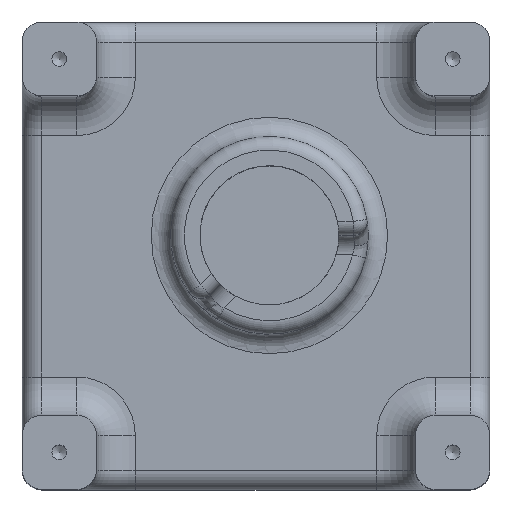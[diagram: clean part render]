
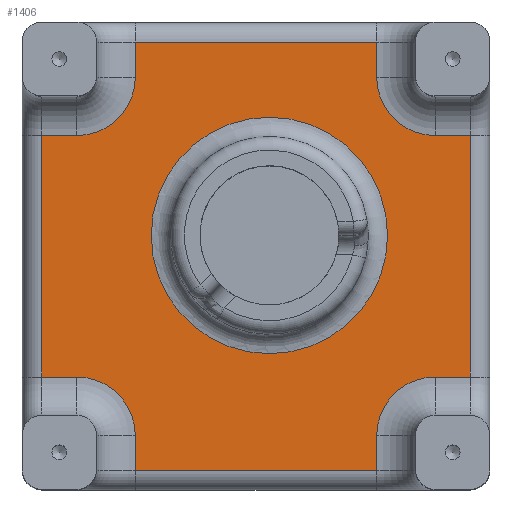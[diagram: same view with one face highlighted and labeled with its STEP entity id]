
A CAD part, top view. The second image highlights one B-rep face of the part: STEP entity #1406.
In plain terms, the highlighted planar face has unit normal (0, 0, 1).
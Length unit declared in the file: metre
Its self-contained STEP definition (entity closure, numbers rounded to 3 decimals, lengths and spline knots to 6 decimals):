
#114=LINE('',#2270,#208);
#116=LINE('',#2282,#210);
#117=LINE('',#2286,#211);
#118=LINE('',#2288,#212);
#119=LINE('',#2292,#213);
#120=LINE('',#2294,#214);
#121=LINE('',#2296,#215);
#122=LINE('',#2300,#216);
#123=LINE('',#2302,#217);
#124=LINE('',#2304,#218);
#125=LINE('',#2308,#219);
#126=LINE('',#2310,#220);
#208=VECTOR('',#1745,1.);
#210=VECTOR('',#1759,1.);
#211=VECTOR('',#1764,1.);
#212=VECTOR('',#1765,1.);
#213=VECTOR('',#1768,1.);
#214=VECTOR('',#1769,1.);
#215=VECTOR('',#1770,1.);
#216=VECTOR('',#1773,1.);
#217=VECTOR('',#1774,1.);
#218=VECTOR('',#1775,1.);
#219=VECTOR('',#1778,1.);
#220=VECTOR('',#1779,1.);
#324=ORIENTED_EDGE('',*,*,#743,.T.);
#325=ORIENTED_EDGE('',*,*,#742,.T.);
#326=ORIENTED_EDGE('',*,*,#744,.T.);
#327=ORIENTED_EDGE('',*,*,#745,.F.);
#328=ORIENTED_EDGE('',*,*,#746,.F.);
#329=ORIENTED_EDGE('',*,*,#747,.F.);
#330=ORIENTED_EDGE('',*,*,#748,.F.);
#331=ORIENTED_EDGE('',*,*,#749,.T.);
#332=ORIENTED_EDGE('',*,*,#750,.T.);
#333=ORIENTED_EDGE('',*,*,#751,.T.);
#334=ORIENTED_EDGE('',*,*,#752,.F.);
#335=ORIENTED_EDGE('',*,*,#753,.F.);
#336=ORIENTED_EDGE('',*,*,#754,.F.);
#337=ORIENTED_EDGE('',*,*,#755,.F.);
#338=ORIENTED_EDGE('',*,*,#756,.T.);
#339=ORIENTED_EDGE('',*,*,#736,.T.);
#340=ORIENTED_EDGE('',*,*,#739,.T.);
#736=EDGE_CURVE('',#944,#946,#114,.F.);
#739=EDGE_CURVE('',#946,#948,#1064,.F.);
#742=EDGE_CURVE('',#948,#950,#116,.F.);
#743=EDGE_CURVE('',#951,#951,#1066,.F.);
#744=EDGE_CURVE('',#950,#952,#117,.T.);
#745=EDGE_CURVE('',#953,#952,#118,.F.);
#746=EDGE_CURVE('',#954,#953,#1067,.F.);
#747=EDGE_CURVE('',#955,#954,#119,.F.);
#748=EDGE_CURVE('',#956,#955,#120,.F.);
#749=EDGE_CURVE('',#956,#957,#121,.F.);
#750=EDGE_CURVE('',#957,#958,#1068,.F.);
#751=EDGE_CURVE('',#958,#959,#122,.F.);
#752=EDGE_CURVE('',#960,#959,#123,.T.);
#753=EDGE_CURVE('',#961,#960,#124,.F.);
#754=EDGE_CURVE('',#962,#961,#1069,.F.);
#755=EDGE_CURVE('',#963,#962,#125,.F.);
#756=EDGE_CURVE('',#963,#944,#126,.F.);
#944=VERTEX_POINT('',#2265);
#946=VERTEX_POINT('',#2269);
#948=VERTEX_POINT('',#2275);
#950=VERTEX_POINT('',#2281);
#951=VERTEX_POINT('',#2285);
#952=VERTEX_POINT('',#2287);
#953=VERTEX_POINT('',#2289);
#954=VERTEX_POINT('',#2291);
#955=VERTEX_POINT('',#2293);
#956=VERTEX_POINT('',#2295);
#957=VERTEX_POINT('',#2297);
#958=VERTEX_POINT('',#2299);
#959=VERTEX_POINT('',#2301);
#960=VERTEX_POINT('',#2303);
#961=VERTEX_POINT('',#2305);
#962=VERTEX_POINT('',#2307);
#963=VERTEX_POINT('',#2309);
#1064=CIRCLE('',#1524,0.015);
#1066=CIRCLE('',#1528,0.03035);
#1067=CIRCLE('',#1529,0.015);
#1068=CIRCLE('',#1530,0.015);
#1069=CIRCLE('',#1531,0.015);
#1166=EDGE_LOOP('',(#324));
#1167=EDGE_LOOP('',(#325,#326,#327,#328,#329,#330,#331,#332,#333,#334,#335,
#336,#337,#338,#339,#340));
#1273=FACE_BOUND('',#1166,.T.);
#1274=FACE_BOUND('',#1167,.T.);
#1379=PLANE('',#1527);
#1406=ADVANCED_FACE('',(#1273,#1274),#1379,.T.);
#1524=AXIS2_PLACEMENT_3D('',#2276,#1752,#1753);
#1527=AXIS2_PLACEMENT_3D('',#2283,#1760,#1761);
#1528=AXIS2_PLACEMENT_3D('',#2284,#1762,#1763);
#1529=AXIS2_PLACEMENT_3D('',#2290,#1766,#1767);
#1530=AXIS2_PLACEMENT_3D('',#2298,#1771,#1772);
#1531=AXIS2_PLACEMENT_3D('',#2306,#1776,#1777);
#1745=DIRECTION('',(0.,1.,0.));
#1752=DIRECTION('',(0.,0.,1.));
#1753=DIRECTION('',(1.,0.,0.));
#1759=DIRECTION('',(1.,0.,0.));
#1760=DIRECTION('',(0.,0.,1.));
#1761=DIRECTION('',(1.,0.,0.));
#1762=DIRECTION('',(0.,0.,1.));
#1763=DIRECTION('',(1.,0.,0.));
#1764=DIRECTION('',(0.,-1.,0.));
#1765=DIRECTION('',(1.,0.,0.));
#1766=DIRECTION('',(0.,0.,-1.));
#1767=DIRECTION('',(1.,0.,0.));
#1768=DIRECTION('',(0.,-1.,0.));
#1769=DIRECTION('',(1.,0.,0.));
#1770=DIRECTION('',(0.,-1.,0.));
#1771=DIRECTION('',(0.,0.,1.));
#1772=DIRECTION('',(-1.,0.,0.));
#1773=DIRECTION('',(-1.,0.,0.));
#1774=DIRECTION('',(0.,-1.,0.));
#1775=DIRECTION('',(-1.,0.,0.));
#1776=DIRECTION('',(0.,0.,-1.));
#1777=DIRECTION('',(-1.,0.,0.));
#1778=DIRECTION('',(0.,1.,0.));
#1779=DIRECTION('',(1.,0.,0.));
#2265=CARTESIAN_POINT('',(0.029,-0.005,0.));
#2269=CARTESIAN_POINT('',(0.029,-0.014,0.));
#2270=CARTESIAN_POINT('',(0.029,-0.0095,0.));
#2275=CARTESIAN_POINT('',(0.014,-0.029,0.));
#2276=CARTESIAN_POINT('',(0.014,-0.014,0.));
#2281=CARTESIAN_POINT('',(0.005,-0.029,0.));
#2282=CARTESIAN_POINT('',(0.03,-0.029,0.));
#2283=CARTESIAN_POINT('',(0.03,-0.03,0.));
#2284=CARTESIAN_POINT('',(0.06344,-0.05465,0.));
#2285=CARTESIAN_POINT('',(0.09379,-0.05465,0.));
#2286=CARTESIAN_POINT('',(0.005,-0.03,0.));
#2287=CARTESIAN_POINT('',(0.005,-0.091,0.));
#2288=CARTESIAN_POINT('',(0.03,-0.091,0.));
#2289=CARTESIAN_POINT('',(0.014,-0.091,0.));
#2290=CARTESIAN_POINT('',(0.014,-0.106,0.));
#2291=CARTESIAN_POINT('',(0.029,-0.106,0.));
#2292=CARTESIAN_POINT('',(0.029,-0.1105,0.));
#2293=CARTESIAN_POINT('',(0.029,-0.115,0.));
#2294=CARTESIAN_POINT('',(0.028142,-0.115,0.));
#2295=CARTESIAN_POINT('',(0.091,-0.115,0.));
#2296=CARTESIAN_POINT('',(0.091,-0.1105,0.));
#2297=CARTESIAN_POINT('',(0.091,-0.106,0.));
#2298=CARTESIAN_POINT('',(0.106,-0.106,0.));
#2299=CARTESIAN_POINT('',(0.106,-0.091,0.));
#2300=CARTESIAN_POINT('',(0.09,-0.091,0.));
#2301=CARTESIAN_POINT('',(0.115,-0.091,0.));
#2302=CARTESIAN_POINT('',(0.115,-0.03,0.));
#2303=CARTESIAN_POINT('',(0.115,-0.029,0.));
#2304=CARTESIAN_POINT('',(0.09,-0.029,0.));
#2305=CARTESIAN_POINT('',(0.106,-0.029,0.));
#2306=CARTESIAN_POINT('',(0.106,-0.014,0.));
#2307=CARTESIAN_POINT('',(0.091,-0.014,0.));
#2308=CARTESIAN_POINT('',(0.091,-0.0095,0.));
#2309=CARTESIAN_POINT('',(0.091,-0.005,0.));
#2310=CARTESIAN_POINT('',(0.028142,-0.005,0.));
